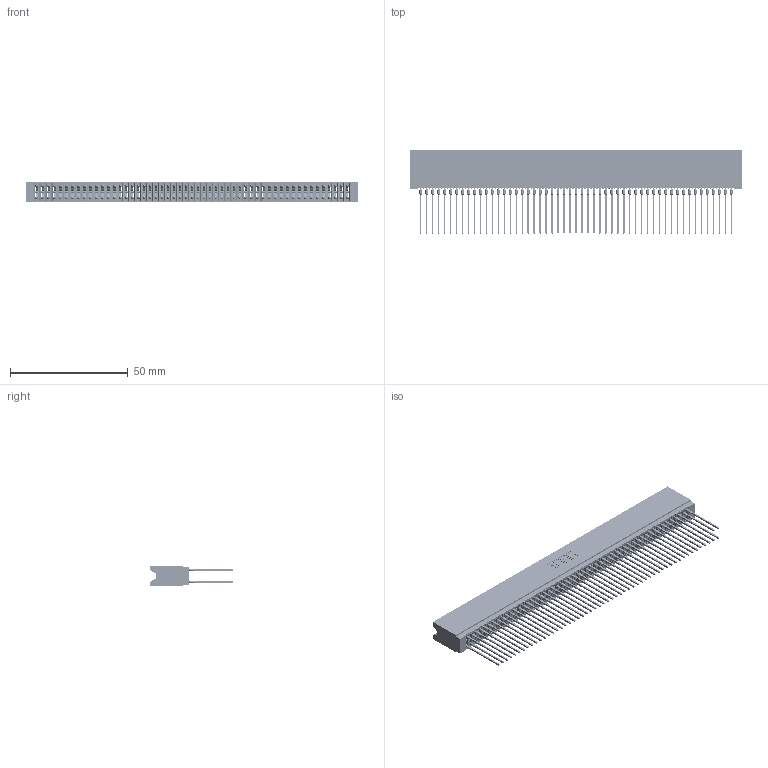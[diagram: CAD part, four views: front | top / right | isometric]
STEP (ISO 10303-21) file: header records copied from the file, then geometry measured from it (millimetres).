
FILE_DESCRIPTION (( 'STEP AP203' ), '1' );
FILE_NAME ('745-106-541-206.STEP', '2026-02-26T23:58:38', ( '' ), ( '' ), 'SwSTEP 2.0', 'SolidWorks 2023', '' );
FILE_SCHEMA (( 'CONFIG_CONTROL_DESIGN' ));
Length unit declared in the file: millimetre
Products named in the file (3): 745-292-001_541; 745 Part_Insulator Option - 06; 745-106-541-206
Assembly tree (107 placements, depth 2):
  745-106-541-206
    745 Part_Insulator Option - 06
    745-292-001_541  x106
Bounding box: 141.22 x 35.45 x 8.89 mm (x, y, z)
Volume: 13148.6 mm3; surface area: 29116 mm2
Topology: 107 solids, 107 shells, 9583 faces, 25753 edges, 16178 vertices
Faces by surface type: plane 4932, bspline 2120, cylinder 1895, torus 636
Entity records: 87745 total; most frequent: CARTESIAN_POINT 15718, ORIENTED_EDGE 15176, DIRECTION 13248, EDGE_CURVE 7588, LINE 7088, VECTOR 7088, VERTEX_POINT 4838, AXIS2_PLACEMENT_3D 3080
